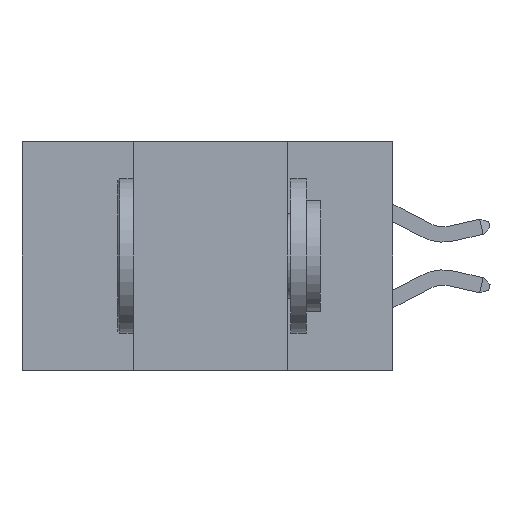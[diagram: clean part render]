
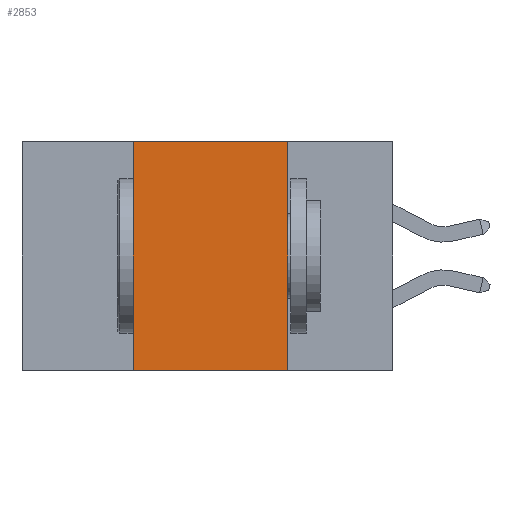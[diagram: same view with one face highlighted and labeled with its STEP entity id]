
A CAD part, left-side view. The second image highlights one B-rep face of the part: STEP entity #2853.
In plain terms, the highlighted planar face has unit normal (-1, 0, 0).
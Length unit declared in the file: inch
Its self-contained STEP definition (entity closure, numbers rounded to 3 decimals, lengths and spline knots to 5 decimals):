
#1006 = ORIENTED_EDGE ( 'NONE', *, *, #16321, .T. ) ;
#1754 = VERTEX_POINT ( 'NONE', #6970 ) ;
#2693 = VERTEX_POINT ( 'NONE', #17438 ) ;
#2853 = ADVANCED_FACE ( 'NONE', ( #2903 ), #14282, .F. ) ;
#2903 = FACE_OUTER_BOUND ( 'NONE', #6016, .T. ) ;
#4066 = VECTOR ( 'NONE', #17052, 39.37008 ) ;
#4144 = ORIENTED_EDGE ( 'NONE', *, *, #21003, .F. ) ;
#4167 = VECTOR ( 'NONE', #8364, 39.37008 ) ;
#4254 = ORIENTED_EDGE ( 'NONE', *, *, #20210, .F. ) ;
#4667 = VECTOR ( 'NONE', #10662, 39.37008 ) ;
#5161 = VERTEX_POINT ( 'NONE', #15537 ) ;
#6016 = EDGE_LOOP ( 'NONE', ( #6051, #4254, #4144, #1006 ) ) ;
#6051 = ORIENTED_EDGE ( 'NONE', *, *, #13365, .F. ) ;
#6970 = CARTESIAN_POINT ( 'NONE',  ( 0., 0.17, -0.37 ) ) ;
#8364 = DIRECTION ( 'NONE',  ( 0., -1., 0. ) ) ;
#9180 = LINE ( 'NONE', #13944, #4667 ) ;
#9606 = DIRECTION ( 'NONE',  ( 0., -1., 0. ) ) ;
#10349 = CARTESIAN_POINT ( 'NONE',  ( 0., 0.17, 0. ) ) ;
#10662 = DIRECTION ( 'NONE',  ( 0., 0., 1. ) ) ;
#11139 = VECTOR ( 'NONE', #9606, 39.37008 ) ;
#13365 = EDGE_CURVE ( 'NONE', #5161, #1754, #18001, .T. ) ;
#13626 = VERTEX_POINT ( 'NONE', #16125 ) ;
#13944 = CARTESIAN_POINT ( 'NONE',  ( 0., 0.42, 0. ) ) ;
#13988 = DIRECTION ( 'NONE',  ( 0., 0., -1. ) ) ;
#14062 = DIRECTION ( 'NONE',  ( 1., 0., 0. ) ) ;
#14256 = CARTESIAN_POINT ( 'NONE',  ( 0., 0.6, 0. ) ) ;
#14282 = PLANE ( 'NONE',  #15843 ) ;
#15537 = CARTESIAN_POINT ( 'NONE',  ( 0., 0.17, 0. ) ) ;
#15843 = AXIS2_PLACEMENT_3D ( 'NONE', #14256, #14062, #13988 ) ;
#16105 = LINE ( 'NONE', #16290, #11139 ) ;
#16125 = CARTESIAN_POINT ( 'NONE',  ( 0., 0.42, 0. ) ) ;
#16290 = CARTESIAN_POINT ( 'NONE',  ( 0., 0.6, -0.37 ) ) ;
#16321 = EDGE_CURVE ( 'NONE', #2693, #1754, #16105, .T. ) ;
#17052 = DIRECTION ( 'NONE',  ( 0., 0., -1. ) ) ;
#17438 = CARTESIAN_POINT ( 'NONE',  ( 0., 0.42, -0.37 ) ) ;
#18001 = LINE ( 'NONE', #10349, #4066 ) ;
#18371 = CARTESIAN_POINT ( 'NONE',  ( 0., 0.6, 0. ) ) ;
#20210 = EDGE_CURVE ( 'NONE', #13626, #5161, #21315, .T. ) ;
#21003 = EDGE_CURVE ( 'NONE', #2693, #13626, #9180, .T. ) ;
#21315 = LINE ( 'NONE', #18371, #4167 ) ;
